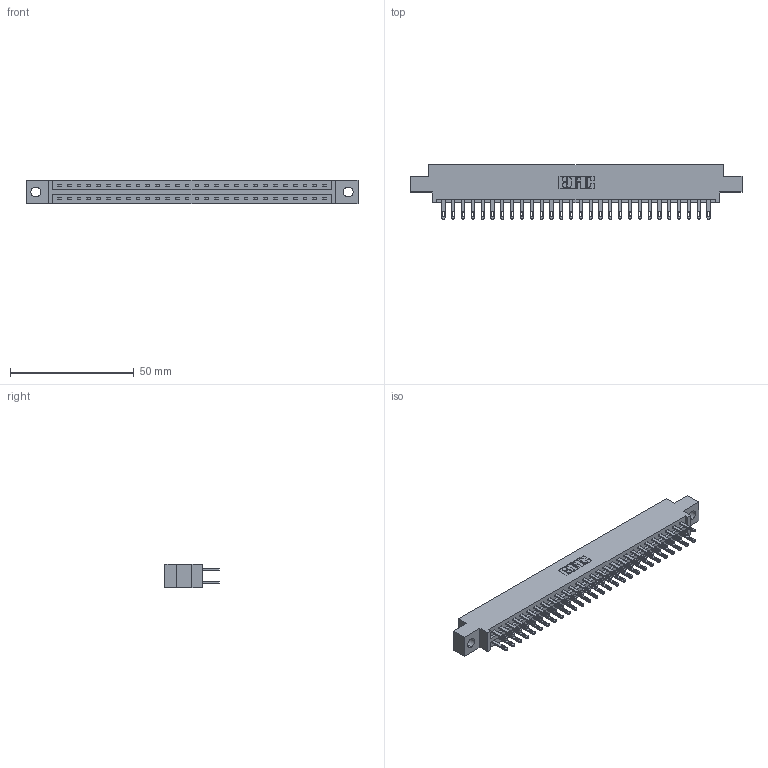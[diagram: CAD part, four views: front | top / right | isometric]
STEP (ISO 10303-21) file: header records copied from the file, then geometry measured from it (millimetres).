
FILE_DESCRIPTION (( 'STEP AP203' ), '1' );
FILE_NAME ('337-056-500-804.STEP', '2019-10-11T19:29:53', ( '' ), ( '' ), 'SwSTEP 2.0', 'SolidWorks 2016', '' );
FILE_SCHEMA (( 'CONFIG_CONTROL_DESIGN' ));
Length unit declared in the file: inch
Products named in the file (3): 345-292-001_345-293-100; 337-056-500-804; 337 Part_0.170 Offset - 0.156 Dia-TH
Assembly tree (57 placements, depth 2):
  337-056-500-804
    337 Part_0.170 Offset - 0.156 Dia-TH
    345-292-001_345-293-100  x56
Bounding box: 133.96 x 21.85 x 9.4 mm (x, y, z)
Volume: 13897.1 mm3; surface area: 16101.3 mm2
Topology: 57 solids, 57 shells, 2918 faces, 8891 edges, 5926 vertices
Faces by surface type: plane 1866, cylinder 1052
Entity records: 23585 total; most frequent: CARTESIAN_POINT 3986, ORIENTED_EDGE 3922, DIRECTION 3417, EDGE_CURVE 1961, VECTOR 1829, LINE 1829, VERTEX_POINT 1306, AXIS2_PLACEMENT_3D 794
